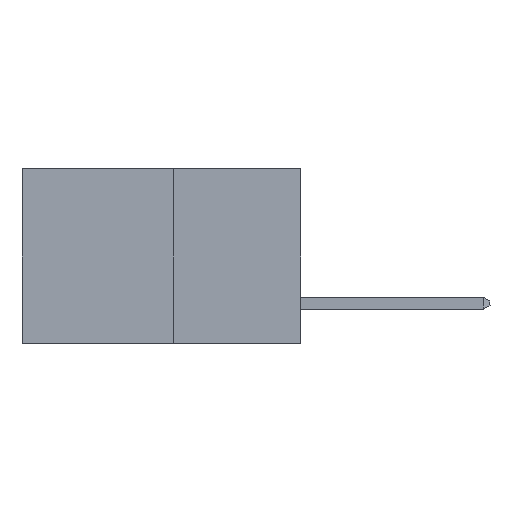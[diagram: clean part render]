
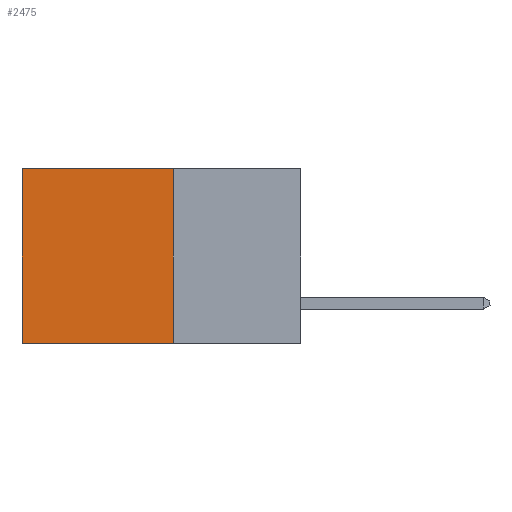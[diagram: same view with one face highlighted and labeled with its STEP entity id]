
A CAD part, left-side view. The second image highlights one B-rep face of the part: STEP entity #2475.
In plain terms, the highlighted planar face has unit normal (-1, 0, 0).
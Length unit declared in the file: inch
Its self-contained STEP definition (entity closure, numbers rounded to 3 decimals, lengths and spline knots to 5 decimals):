
#672 = EDGE_LOOP ( 'NONE', ( #9007, #2459, #4081, #3079 ) ) ;
#840 = LINE ( 'NONE', #4701, #8465 ) ;
#907 = VECTOR ( 'NONE', #1735, 39.37008 ) ;
#1611 = CARTESIAN_POINT ( 'NONE',  ( 0.277, 0.27, -0.37 ) ) ;
#1613 = VECTOR ( 'NONE', #1818, 39.37008 ) ;
#1720 = CARTESIAN_POINT ( 'NONE',  ( 0.277, 0.59, -0.37 ) ) ;
#1735 = DIRECTION ( 'NONE',  ( 0., 1., 0. ) ) ;
#1818 = DIRECTION ( 'NONE',  ( 0., 0., -1. ) ) ;
#1824 = EDGE_CURVE ( 'NONE', #12364, #6613, #8306, .T. ) ;
#2459 = ORIENTED_EDGE ( 'NONE', *, *, #7180, .F. ) ;
#2475 = ADVANCED_FACE ( 'NONE', ( #11188 ), #4307, .F. ) ;
#2525 = CARTESIAN_POINT ( 'NONE',  ( 0.277, 0.27, -0.37 ) ) ;
#3079 = ORIENTED_EDGE ( 'NONE', *, *, #1824, .T. ) ;
#3310 = EDGE_CURVE ( 'NONE', #6613, #6271, #4290, .T. ) ;
#3535 = AXIS2_PLACEMENT_3D ( 'NONE', #2525, #6267, #8298 ) ;
#4081 = ORIENTED_EDGE ( 'NONE', *, *, #9640, .F. ) ;
#4290 = LINE ( 'NONE', #1720, #1613 ) ;
#4307 = PLANE ( 'NONE',  #3535 ) ;
#4681 = CARTESIAN_POINT ( 'NONE',  ( 0.277, 0.59, -0.37 ) ) ;
#4701 = CARTESIAN_POINT ( 'NONE',  ( 0.277, 0.27, -0.37 ) ) ;
#5749 = DIRECTION ( 'NONE',  ( 0., 0., -1. ) ) ;
#6267 = DIRECTION ( 'NONE',  ( 1., 0., 0. ) ) ;
#6271 = VERTEX_POINT ( 'NONE', #4681 ) ;
#6613 = VERTEX_POINT ( 'NONE', #11647 ) ;
#7180 = EDGE_CURVE ( 'NONE', #11042, #6271, #9778, .T. ) ;
#7727 = VECTOR ( 'NONE', #10018, 39.37008 ) ;
#7907 = CARTESIAN_POINT ( 'NONE',  ( 0.277, 0.27, 0. ) ) ;
#7909 = CARTESIAN_POINT ( 'NONE',  ( 0.277, 0.27, 0. ) ) ;
#8038 = CARTESIAN_POINT ( 'NONE',  ( 0.277, 0.27, -0.37 ) ) ;
#8298 = DIRECTION ( 'NONE',  ( 0., 0., -1. ) ) ;
#8306 = LINE ( 'NONE', #7907, #7727 ) ;
#8465 = VECTOR ( 'NONE', #5749, 39.37008 ) ;
#9007 = ORIENTED_EDGE ( 'NONE', *, *, #3310, .T. ) ;
#9640 = EDGE_CURVE ( 'NONE', #12364, #11042, #840, .T. ) ;
#9778 = LINE ( 'NONE', #1611, #907 ) ;
#10018 = DIRECTION ( 'NONE',  ( 0., 1., 0. ) ) ;
#11042 = VERTEX_POINT ( 'NONE', #8038 ) ;
#11188 = FACE_OUTER_BOUND ( 'NONE', #672, .T. ) ;
#11647 = CARTESIAN_POINT ( 'NONE',  ( 0.277, 0.59, 0. ) ) ;
#12364 = VERTEX_POINT ( 'NONE', #7909 ) ;
